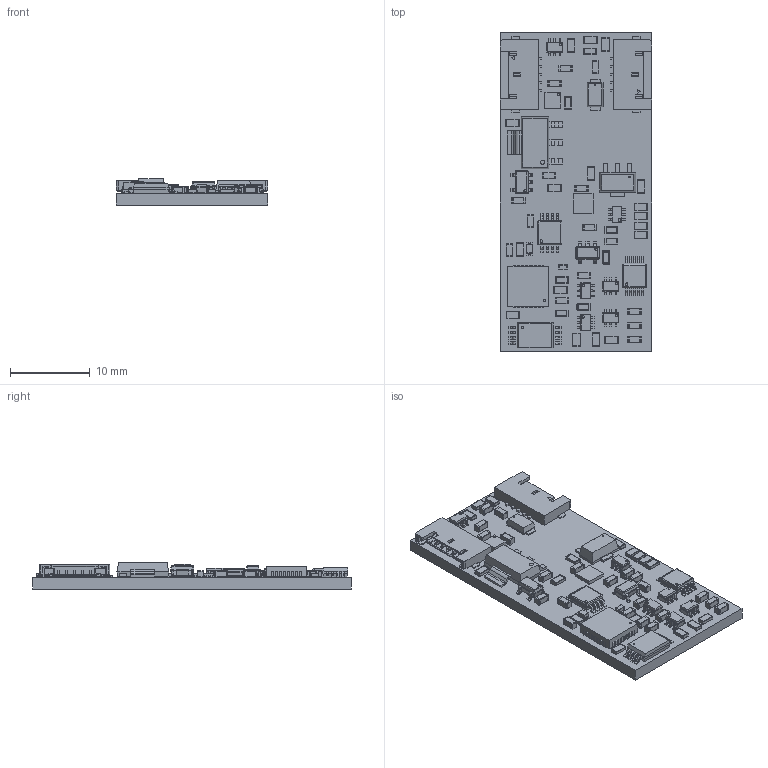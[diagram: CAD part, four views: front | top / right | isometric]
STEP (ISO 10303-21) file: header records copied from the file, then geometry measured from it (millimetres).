
FILE_DESCRIPTION(('Open CASCADE Model'),'2;1');
FILE_NAME('Open CASCADE Shape Model','2021-07-24T02:25:10',('Author'),( 'Open CASCADE'),'Open CASCADE STEP processor 6.8','Open CASCADE 6.8' ,'Unknown');
FILE_SCHEMA(('AUTOMOTIVE_DESIGN { 1 0 10303 214 1 1 1 1 }'));
Length unit declared in the file: millimetre
Products named in the file (145): PCB; Board; Open CASCADE STEP translator 6.8 4.1.1; C101; 6015261792; Terminal; Open_CASCADE_STEP_translator_6.8_12.1.1; Open_CASCADE_STEP_translator_6.8_12.1.2; Mid_Body; Open_CASCADE_STEP_translator_6.8_12.2.1; C301; 6017088544; R303; 6017092864; Open_CASCADE_STEP_translator_6.8_16.2.1; Mark; R304; 6017095344; U102; UA78M05QDCYRG4Q1; J3; 5037630591; Open CASCADE STEP translator 6.8 4.7.1.1; Open CASCADE STEP translator 6.8 4.7.1.2; J2; U401; TPL0401A-10QDCKRQ1; R401; C402; 6017087424; C401; R402; 6017093184; R208; 6017086544; R202; U104; 6017095104; L201; 6017093264 ...
Assembly tree (187 placements, depth 5):
  PCB
    Board
      Open CASCADE STEP translator 6.8 4.1.1
    C101
      6015261792
        Terminal
          Open_CASCADE_STEP_translator_6.8_12.1.1
          Open_CASCADE_STEP_translator_6.8_12.1.2
        Mid_Body
          Open_CASCADE_STEP_translator_6.8_12.2.1
    C301
      6017088544
        Terminal
          Open_CASCADE_STEP_translator_6.8_12.1.1
          Open_CASCADE_STEP_translator_6.8_12.1.2
        Mid_Body
          Open_CASCADE_STEP_translator_6.8_12.2.1
    R303
      6017092864
        Mid_Body
        Terminal  x2
          Open_CASCADE_STEP_translator_6.8_16.2.1
        Mark
    R304
      6017095344
        Mid_Body
        Terminal  x2
          Open_CASCADE_STEP_translator_6.8_16.2.1
        Mark
    U102
      UA78M05QDCYRG4Q1
    J3
      5037630591
        Open CASCADE STEP translator 6.8 4.7.1.1
        Open CASCADE STEP translator 6.8 4.7.1.2
    J2
      5037630591
        Open CASCADE STEP translator 6.8 4.7.1.1
        Open CASCADE STEP translator 6.8 4.7.1.2
    U401
      TPL0401A-10QDCKRQ1
    R401
      6017092864
        Mid_Body
        Terminal  x2
          Open_CASCADE_STEP_translator_6.8_16.2.1
        Mark
    C402
      6017087424
        Terminal
          Open_CASCADE_STEP_translator_6.8_12.1.1
          Open_CASCADE_STEP_translator_6.8_12.1.2
        Mid_Body
          Open_CASCADE_STEP_translator_6.8_12.2.1
    C401
      6017087424
        Terminal
          Open_CASCADE_STEP_translator_6.8_12.1.1
          Open_CASCADE_STEP_translator_6.8_12.1.2
        Mid_Body
Bounding box: 19.03 x 40 x 3.3 mm (x, y, z)
Volume: 1410.7 mm3; surface area: 3084.9 mm2
Topology: 314 solids, 314 shells, 4066 faces, 9802 edges, 6204 vertices
Faces by surface type: plane 2896, cylinder 950, sphere 220
Full cylindrical faces by diameter (mm): 0.15 x1, 0.163 x1, 0.225 x1, 0.255 x1
Entity records: 64880 total; most frequent: CARTESIAN_POINT 10085, DIRECTION 9687, ORIENTED_EDGE 9378, EDGE_CURVE 4689, LINE 3955, VECTOR 3955, VERTEX_POINT 3040, AXIS2_PLACEMENT_3D 2866
